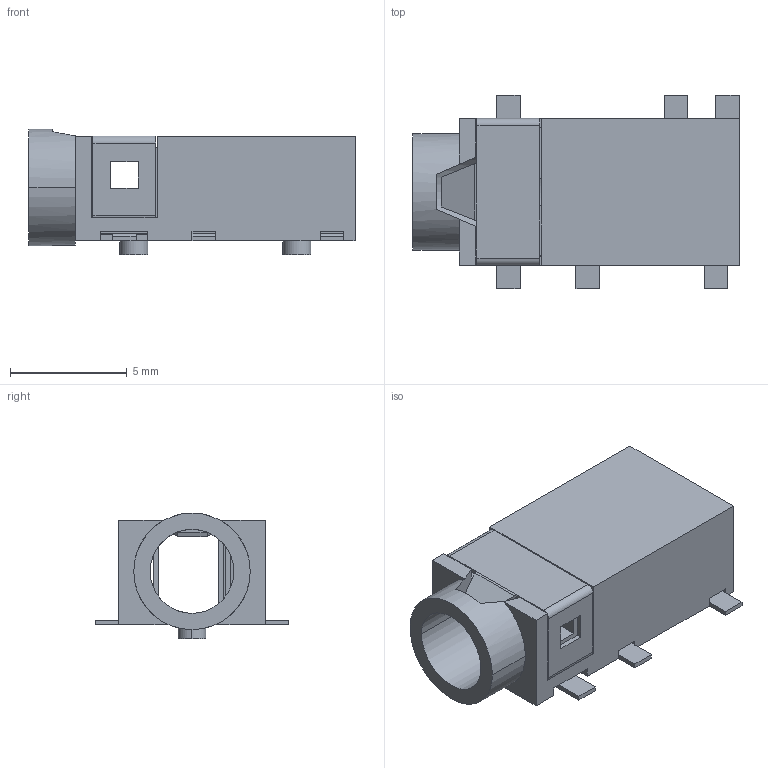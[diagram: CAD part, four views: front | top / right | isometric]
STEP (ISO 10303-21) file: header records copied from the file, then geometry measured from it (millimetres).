
FILE_DESCRIPTION (( 'STEP AP214' ), '1' );
FILE_NAME ('AUDIO-SMD_PJ-3420-A-SMT_C319102.step', '2022-06-16T10:26:03', ( '' ), ( '' ), 'SwSTEP 2.0', 'SolidWorks 2020', '' );
FILE_SCHEMA (( 'AUTOMOTIVE_DESIGN' ));
Length unit declared in the file: millimetre
Products named in the file (1): AUDIO-SMD_PJ-3420-A-SMT_C319102
Bounding box: 14 x 8.3 x 5.4 mm (x, y, z)
Volume: 228.6 mm3; surface area: 699.9 mm2
Topology: 5 solids, 5 shells, 528 faces, 1371 edges, 878 vertices
Faces by surface type: plane 374, bspline 115, cylinder 39
Entity records: 23388 total; most frequent: CARTESIAN_POINT 5349, ORIENTED_EDGE 2742, DIRECTION 2060, EDGE_CURVE 1371, LINE 1030, VECTOR 1030, VERTEX_POINT 878, EDGE_LOOP 561
